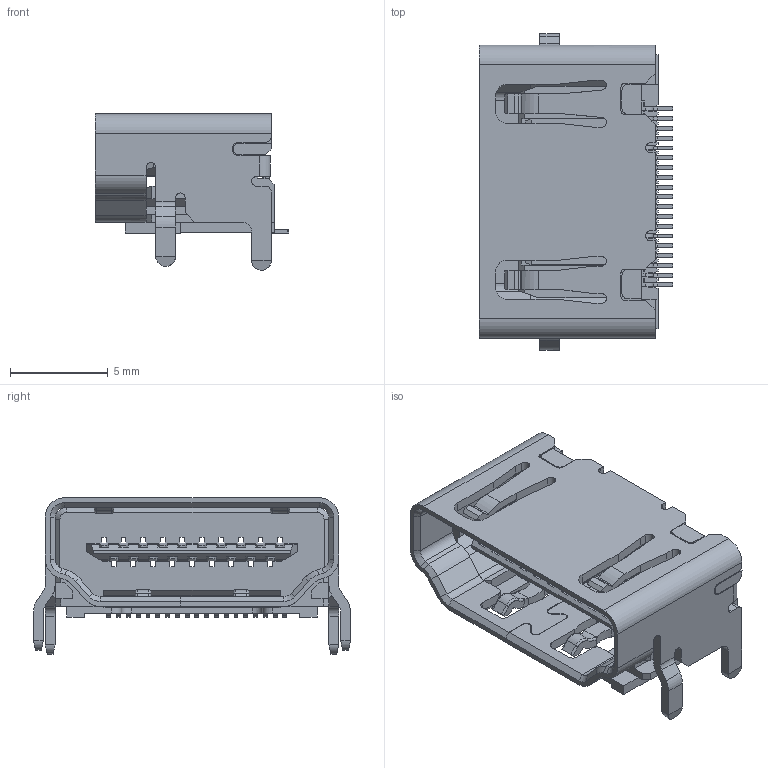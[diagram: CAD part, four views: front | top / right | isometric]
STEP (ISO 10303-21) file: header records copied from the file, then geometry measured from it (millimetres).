
FILE_DESCRIPTION(/* description */ (''),/* implementation_level */ '2;1');
FILE_NAME(/* name */ 'HDMI real.stp',/* time_stamp */ '2020-11-02T15:45:11+08:00',/* author */ (''),/* organization */ (''),/* preprocessor_version */ 'ST-DEVELOPER v15',/* originating_system */ 'SIEMENS PLM Software NX 9.0',/* authorisation */ '');
FILE_SCHEMA (('AP203_CONFIGURATION_CONTROLLED_3D_DESIGN_OF_MECHANICAL_PARTS_AND_ASSEMBLIES_MIM_LF { 1 0 10303 403 2 1 2}'));
Length unit declared in the file: millimetre
Products named in the file (1): user3A24EAEC5pem
Bounding box: 9.9 x 16.2 x 8 mm (x, y, z)
Volume: 328.3 mm3; surface area: 1303.6 mm2
Topology: 1 solids, 1 shells, 2119 faces, 6360 edges, 4089 vertices
Faces by surface type: plane 1688, cylinder 399, bspline 17, cone 12, torus 3
Entity records: 71504 total; most frequent: CARTESIAN_POINT 13692, ORIENTED_EDGE 12720, DIRECTION 11235, EDGE_CURVE 6360, LINE 5501, VECTOR 5501, VERTEX_POINT 4089, AXIS2_PLACEMENT_3D 2867
